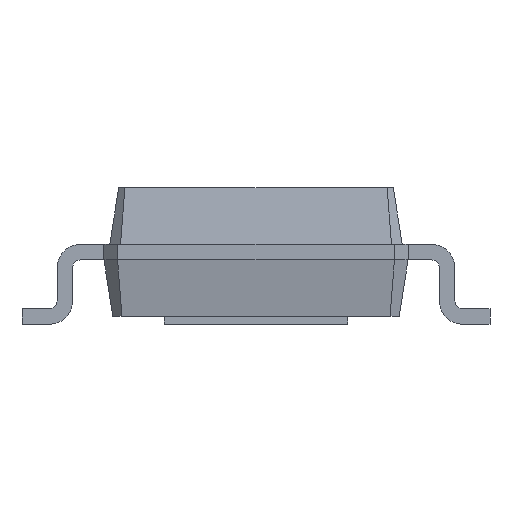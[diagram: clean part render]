
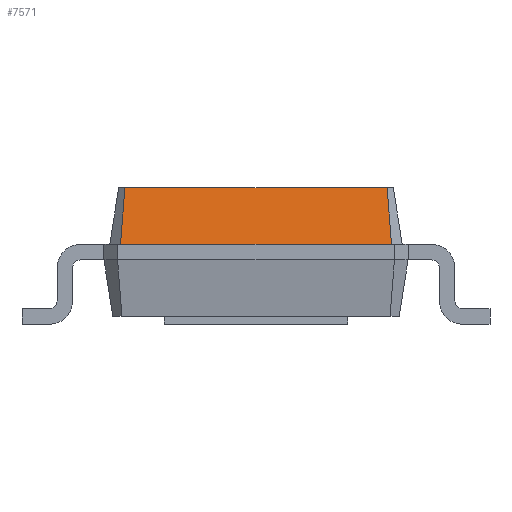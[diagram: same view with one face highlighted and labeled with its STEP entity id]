
A CAD part, front view. The second image highlights one B-rep face of the part: STEP entity #7571.
In plain terms, the highlighted free-form (B-spline) face has degree [1, 1] with [2, 2] control points.
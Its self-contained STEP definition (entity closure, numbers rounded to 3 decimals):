
#2621 = B_SPLINE_SURFACE_WITH_KNOTS('',1,1,(
    (#2622,#2623)
    ,(#2624,#2625
    )),.UNSPECIFIED.,.F.,.F.,.F.,(2,2),(2,2),(0.,0.194),(
    0.,1.),.PIECEWISE_BEZIER_KNOTS.);
#2622 = CARTESIAN_POINT('',(1.875,-2.238,1.025));
#2623 = CARTESIAN_POINT('',(1.76,-2.18,1.75));
#2624 = CARTESIAN_POINT('',(1.738,-2.375,1.025));
#2625 = CARTESIAN_POINT('',(1.68,-2.26,1.75));
#2648 = PLANE('',#2649);
#2649 = AXIS2_PLACEMENT_3D('',#2650,#2651,#2652);
#2650 = CARTESIAN_POINT('',(-1.68,2.26,1.75));
#2651 = DIRECTION('',(0.,0.,-1.));
#2652 = DIRECTION('',(0.597,-0.803,0.));
#5416 = VERTEX_POINT('',#5417);
#5417 = CARTESIAN_POINT('',(1.68,-2.26,1.75));
#5437 = EDGE_CURVE('',#5416,#5438,#5440,.T.);
#5438 = VERTEX_POINT('',#5439);
#5439 = CARTESIAN_POINT('',(-1.68,-2.26,1.75));
#5440 = SURFACE_CURVE('',#5441,(#5445,#5452),.PCURVE_S1.);
#5441 = LINE('',#5442,#5443);
#5442 = CARTESIAN_POINT('',(1.68,-2.26,1.75));
#5443 = VECTOR('',#5444,1.);
#5444 = DIRECTION('',(-1.,0.,0.));
#5445 = PCURVE('',#2648,#5446);
#5446 = DEFINITIONAL_REPRESENTATION('',(#5447),#5451);
#5447 = LINE('',#5448,#5449);
#5448 = CARTESIAN_POINT('',(5.632,0.));
#5449 = VECTOR('',#5450,1.);
#5450 = DIRECTION('',(-0.597,0.803));
#5451 = ( GEOMETRIC_REPRESENTATION_CONTEXT(2) 
PARAMETRIC_REPRESENTATION_CONTEXT() REPRESENTATION_CONTEXT('2D SPACE',''
  ) );
#5452 = PCURVE('',#5453,#5458);
#5453 = B_SPLINE_SURFACE_WITH_KNOTS('',1,1,(
    (#5454,#5455)
    ,(#5456,#5457
    )),.UNSPECIFIED.,.F.,.F.,.F.,(2,2),(2,2),(0.,3.475),(0.,1.
    ),.PIECEWISE_BEZIER_KNOTS.);
#5454 = CARTESIAN_POINT('',(1.738,-2.375,1.025));
#5455 = CARTESIAN_POINT('',(1.68,-2.26,1.75));
#5456 = CARTESIAN_POINT('',(-1.738,-2.375,1.025));
#5457 = CARTESIAN_POINT('',(-1.68,-2.26,1.75));
#5458 = DEFINITIONAL_REPRESENTATION('',(#5459),#5462);
#5459 = B_SPLINE_CURVE_WITH_KNOTS('',1,(#5460,#5461),.UNSPECIFIED.,.F.,
  .F.,(2,2),(0.,3.36),.PIECEWISE_BEZIER_KNOTS.);
#5460 = CARTESIAN_POINT('',(0.,1.));
#5461 = CARTESIAN_POINT('',(3.475,1.));
#5462 = ( GEOMETRIC_REPRESENTATION_CONTEXT(2) 
PARAMETRIC_REPRESENTATION_CONTEXT() REPRESENTATION_CONTEXT('2D SPACE',''
  ) );
#5480 = B_SPLINE_SURFACE_WITH_KNOTS('',1,1,(
    (#5481,#5482)
    ,(#5483,#5484
    )),.UNSPECIFIED.,.F.,.F.,.F.,(2,2),(2,2),(0.,0.194),(
    0.,1.),.PIECEWISE_BEZIER_KNOTS.);
#5481 = CARTESIAN_POINT('',(-1.738,-2.375,1.025));
#5482 = CARTESIAN_POINT('',(-1.68,-2.26,1.75));
#5483 = CARTESIAN_POINT('',(-1.875,-2.238,1.025));
#5484 = CARTESIAN_POINT('',(-1.76,-2.18,1.75));
#5582 = VERTEX_POINT('',#5583);
#5583 = CARTESIAN_POINT('',(1.738,-2.375,1.025));
#5603 = EDGE_CURVE('',#5582,#5416,#5604,.T.);
#5604 = SURFACE_CURVE('',#5605,(#5608,#5615),.PCURVE_S1.);
#5605 = B_SPLINE_CURVE_WITH_KNOTS('',1,(#5606,#5607),.UNSPECIFIED.,.F.,
  .F.,(2,2),(0.,1.),.PIECEWISE_BEZIER_KNOTS.);
#5606 = CARTESIAN_POINT('',(1.738,-2.375,1.025));
#5607 = CARTESIAN_POINT('',(1.68,-2.26,1.75));
#5608 = PCURVE('',#2621,#5609);
#5609 = DEFINITIONAL_REPRESENTATION('',(#5610),#5614);
#5610 = LINE('',#5611,#5612);
#5611 = CARTESIAN_POINT('',(0.194,0.));
#5612 = VECTOR('',#5613,1.);
#5613 = DIRECTION('',(0.,1.));
#5614 = ( GEOMETRIC_REPRESENTATION_CONTEXT(2) 
PARAMETRIC_REPRESENTATION_CONTEXT() REPRESENTATION_CONTEXT('2D SPACE',''
  ) );
#5615 = PCURVE('',#5453,#5616);
#5616 = DEFINITIONAL_REPRESENTATION('',(#5617),#5621);
#5617 = LINE('',#5618,#5619);
#5618 = CARTESIAN_POINT('',(0.,0.));
#5619 = VECTOR('',#5620,1.);
#5620 = DIRECTION('',(0.,1.));
#5621 = ( GEOMETRIC_REPRESENTATION_CONTEXT(2) 
PARAMETRIC_REPRESENTATION_CONTEXT() REPRESENTATION_CONTEXT('2D SPACE',''
  ) );
#6720 = B_SPLINE_SURFACE_WITH_KNOTS('',1,1,(
    (#6721,#6722)
    ,(#6723,#6724
  )),.UNSPECIFIED.,.F.,.F.,.F.,(2,2),(2,2),(0.,3.55),(0.,1.),
  .PIECEWISE_BEZIER_KNOTS.);
#6721 = CARTESIAN_POINT('',(1.775,-2.45,1.025));
#6722 = CARTESIAN_POINT('',(1.738,-2.375,1.025));
#6723 = CARTESIAN_POINT('',(-1.775,-2.45,1.025));
#6724 = CARTESIAN_POINT('',(-1.738,-2.375,1.025));
#7529 = VERTEX_POINT('',#7530);
#7530 = CARTESIAN_POINT('',(-1.738,-2.375,1.025));
#7552 = EDGE_CURVE('',#7529,#5438,#7553,.T.);
#7553 = SURFACE_CURVE('',#7554,(#7557,#7564),.PCURVE_S1.);
#7554 = B_SPLINE_CURVE_WITH_KNOTS('',1,(#7555,#7556),.UNSPECIFIED.,.F.,
  .F.,(2,2),(0.,1.),.PIECEWISE_BEZIER_KNOTS.);
#7555 = CARTESIAN_POINT('',(-1.738,-2.375,1.025));
#7556 = CARTESIAN_POINT('',(-1.68,-2.26,1.75));
#7557 = PCURVE('',#5480,#7558);
#7558 = DEFINITIONAL_REPRESENTATION('',(#7559),#7563);
#7559 = LINE('',#7560,#7561);
#7560 = CARTESIAN_POINT('',(0.,0.));
#7561 = VECTOR('',#7562,1.);
#7562 = DIRECTION('',(0.,1.));
#7563 = ( GEOMETRIC_REPRESENTATION_CONTEXT(2) 
PARAMETRIC_REPRESENTATION_CONTEXT() REPRESENTATION_CONTEXT('2D SPACE',''
  ) );
#7564 = PCURVE('',#5453,#7565);
#7565 = DEFINITIONAL_REPRESENTATION('',(#7566),#7570);
#7566 = LINE('',#7567,#7568);
#7567 = CARTESIAN_POINT('',(3.475,0.));
#7568 = VECTOR('',#7569,1.);
#7569 = DIRECTION('',(0.,1.));
#7570 = ( GEOMETRIC_REPRESENTATION_CONTEXT(2) 
PARAMETRIC_REPRESENTATION_CONTEXT() REPRESENTATION_CONTEXT('2D SPACE',''
  ) );
#7571 = ADVANCED_FACE('',(#7572),#5453,.F.);
#7572 = FACE_BOUND('',#7573,.F.);
#7573 = EDGE_LOOP('',(#7574,#7594,#7595,#7596));
#7574 = ORIENTED_EDGE('',*,*,#7575,.T.);
#7575 = EDGE_CURVE('',#5582,#7529,#7576,.T.);
#7576 = SURFACE_CURVE('',#7577,(#7581,#7588),.PCURVE_S1.);
#7577 = LINE('',#7578,#7579);
#7578 = CARTESIAN_POINT('',(1.738,-2.375,1.025));
#7579 = VECTOR('',#7580,1.);
#7580 = DIRECTION('',(-1.,0.,0.));
#7581 = PCURVE('',#5453,#7582);
#7582 = DEFINITIONAL_REPRESENTATION('',(#7583),#7587);
#7583 = LINE('',#7584,#7585);
#7584 = CARTESIAN_POINT('',(0.,0.));
#7585 = VECTOR('',#7586,1.);
#7586 = DIRECTION('',(1.,0.));
#7587 = ( GEOMETRIC_REPRESENTATION_CONTEXT(2) 
PARAMETRIC_REPRESENTATION_CONTEXT() REPRESENTATION_CONTEXT('2D SPACE',''
  ) );
#7588 = PCURVE('',#6720,#7589);
#7589 = DEFINITIONAL_REPRESENTATION('',(#7590),#7593);
#7590 = B_SPLINE_CURVE_WITH_KNOTS('',1,(#7591,#7592),.UNSPECIFIED.,.F.,
  .F.,(2,2),(0.,3.475),.PIECEWISE_BEZIER_KNOTS.);
#7591 = CARTESIAN_POINT('',(0.,1.));
#7592 = CARTESIAN_POINT('',(3.55,1.));
#7593 = ( GEOMETRIC_REPRESENTATION_CONTEXT(2) 
PARAMETRIC_REPRESENTATION_CONTEXT() REPRESENTATION_CONTEXT('2D SPACE',''
  ) );
#7594 = ORIENTED_EDGE('',*,*,#7552,.T.);
#7595 = ORIENTED_EDGE('',*,*,#5437,.F.);
#7596 = ORIENTED_EDGE('',*,*,#5603,.F.);
